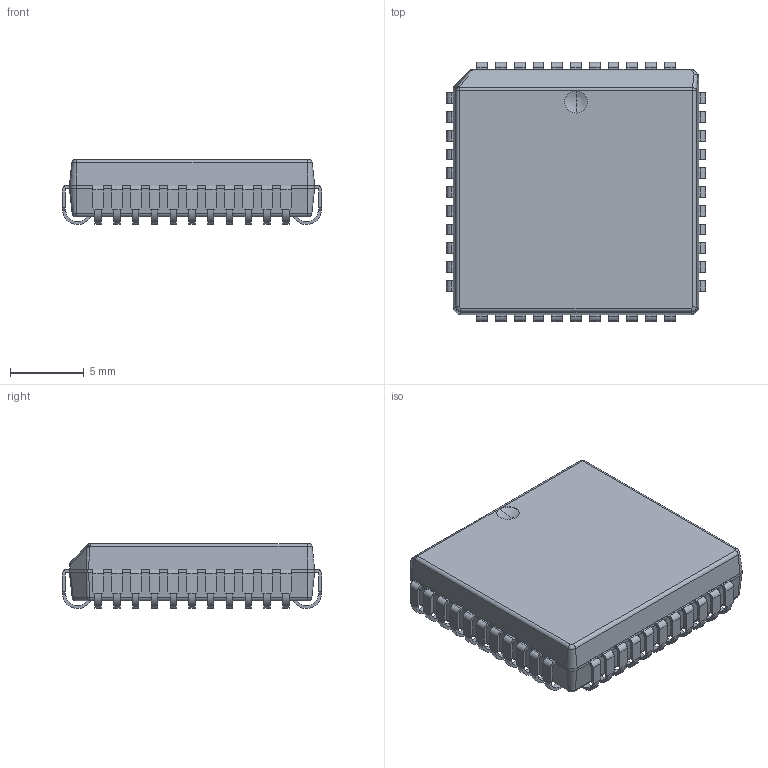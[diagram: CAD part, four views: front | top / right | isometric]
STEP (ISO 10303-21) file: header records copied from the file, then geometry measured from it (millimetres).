
FILE_DESCRIPTION((''),'2;1');
FILE_NAME('FN0044A_ASM','2017-05-02T',('a0412025'),(''),'CREO PARAMETRIC BY PTC INC, 2016050','CREO PARAMETRIC BY PTC INC, 2016050','');
FILE_SCHEMA(('AUTOMOTIVE_DESIGN { 1 0 10303 214 1 1 1 1 }'));
Length unit declared in the file: inch
Products named in the file (5): BODY-TOP-PLCC; BODY-MIDDLE-PLCC; BODY-BOTTOM-PLCC; LEAD-PLCC; FN0044A_ASM
Assembly tree (47 placements, depth 2):
  FN0044A_ASM
    BODY-TOP-PLCC
    BODY-MIDDLE-PLCC
    BODY-BOTTOM-PLCC
    LEAD-PLCC  x44
Bounding box: 17.53 x 17.53 x 4.39 mm (x, y, z)
Volume: 947.8 mm3; surface area: 2216.6 mm2
Topology: 47 solids, 47 shells, 953 faces, 2530 edges, 1675 vertices
Faces by surface type: plane 727, cylinder 206, sphere 8, cone 6, bspline 6
Entity records: 11565 total; most frequent: CARTESIAN_POINT 1710, ORIENTED_EDGE 1444, DIRECTION 1416, PRESENTATION_STYLE_ASSIGNMENT 726, STYLED_ITEM 726, CURVE_STYLE 722, EDGE_CURVE 722, VECTOR 630
